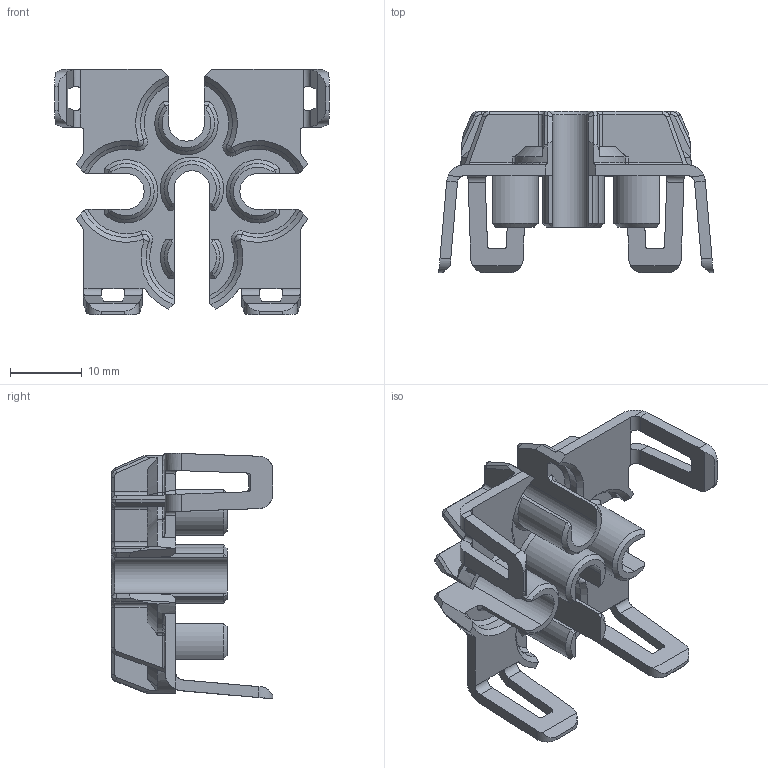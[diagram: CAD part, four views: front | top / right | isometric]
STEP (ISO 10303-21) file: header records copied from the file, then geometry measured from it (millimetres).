
FILE_DESCRIPTION((''),'2;1');
FILE_NAME('C38-1020_NCF','2020-09-10T10:34:17',('jwisneski'),(''),'CREO PARAMETRIC BY PTC INC, 2017110','CREO PARAMETRIC BY PTC INC, 2017110','');
FILE_SCHEMA(('CONFIG_CONTROL_DESIGN'));
Length unit declared in the file: millimetre
Products named in the file (1): C38-1020_NCF
Bounding box: 38.22 x 22.5 x 34.16 mm (x, y, z)
Volume: 3959.6 mm3; surface area: 5982.3 mm2
Topology: 1 solids, 1 shells, 523 faces, 1411 edges, 885 vertices
Faces by surface type: plane 237, cylinder 118, cone 100, bspline 41, torus 18, extrusion 9
Entity records: 18304 total; most frequent: CARTESIAN_POINT 5837, ORIENTED_EDGE 2814, DIRECTION 2290, EDGE_CURVE 1407, VERTEX_POINT 883, AXIS2_PLACEMENT_3D 764, VECTOR 762, LINE 753
